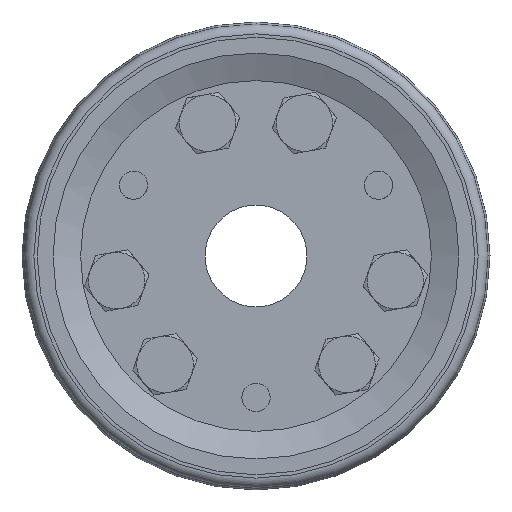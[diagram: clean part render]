
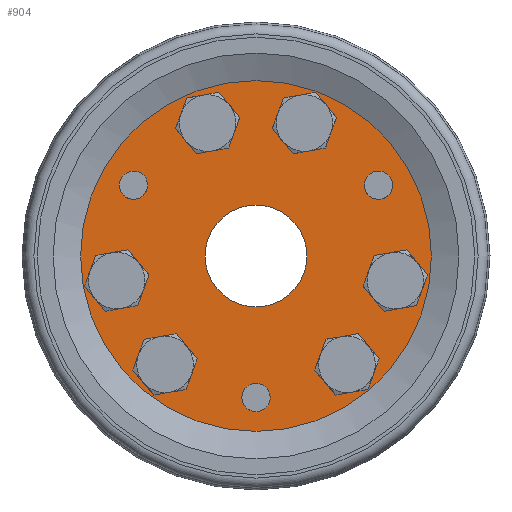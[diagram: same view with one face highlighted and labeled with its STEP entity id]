
A CAD part, left-side view. The second image highlights one B-rep face of the part: STEP entity #904.
In plain terms, the highlighted planar face has unit normal (-1, 0, 0).
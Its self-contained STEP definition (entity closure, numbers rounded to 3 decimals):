
#904 = ADVANCED_FACE( '', ( #1976, #1977, #1978, #1979, #1980, #1981, #1982, #1983, #1984, #1985, #1986 ), #1987, .T. );
#1976 = FACE_BOUND( '', #3129, .T. );
#1977 = FACE_BOUND( '', #3130, .T. );
#1978 = FACE_BOUND( '', #3131, .T. );
#1979 = FACE_OUTER_BOUND( '', #3132, .T. );
#1980 = FACE_BOUND( '', #3133, .T. );
#1981 = FACE_BOUND( '', #3134, .T. );
#1982 = FACE_BOUND( '', #3135, .T. );
#1983 = FACE_BOUND( '', #3136, .T. );
#1984 = FACE_BOUND( '', #3137, .T. );
#1985 = FACE_BOUND( '', #3138, .T. );
#1986 = FACE_BOUND( '', #3139, .T. );
#1987 = PLANE( '', #3140 );
#3129 = EDGE_LOOP( '', ( #5497 ) );
#3130 = EDGE_LOOP( '', ( #5498 ) );
#3131 = EDGE_LOOP( '', ( #5499 ) );
#3132 = EDGE_LOOP( '', ( #5500 ) );
#3133 = EDGE_LOOP( '', ( #5501 ) );
#3134 = EDGE_LOOP( '', ( #5502 ) );
#3135 = EDGE_LOOP( '', ( #5503 ) );
#3136 = EDGE_LOOP( '', ( #5504 ) );
#3137 = EDGE_LOOP( '', ( #5505 ) );
#3138 = EDGE_LOOP( '', ( #5506 ) );
#3139 = EDGE_LOOP( '', ( #5507 ) );
#3140 = AXIS2_PLACEMENT_3D( '', #5508, #5509, #5510 );
#5497 = ORIENTED_EDGE( '', *, *, #6717, .T. );
#5498 = ORIENTED_EDGE( '', *, *, #6009, .T. );
#5499 = ORIENTED_EDGE( '', *, *, #6088, .T. );
#5500 = ORIENTED_EDGE( '', *, *, #6620, .T. );
#5501 = ORIENTED_EDGE( '', *, *, #6011, .T. );
#5502 = ORIENTED_EDGE( '', *, *, #6013, .T. );
#5503 = ORIENTED_EDGE( '', *, *, #6601, .T. );
#5504 = ORIENTED_EDGE( '', *, *, #6301, .T. );
#5505 = ORIENTED_EDGE( '', *, *, #6711, .T. );
#5506 = ORIENTED_EDGE( '', *, *, #6622, .T. );
#5507 = ORIENTED_EDGE( '', *, *, #6718, .T. );
#5508 = CARTESIAN_POINT( '', ( -38., -2.907, 7.987 ) );
#5509 = DIRECTION( '', ( -1., 0., 0. ) );
#5510 = DIRECTION( '', ( 0., -0.342, 0.94 ) );
#6009 = EDGE_CURVE( '', #7068, #7068, #7069, .T. );
#6011 = EDGE_CURVE( '', #7071, #7071, #7072, .F. );
#6013 = EDGE_CURVE( '', #7074, #7074, #7075, .F. );
#6088 = EDGE_CURVE( '', #7194, #7194, #7195, .T. );
#6301 = EDGE_CURVE( '', #7516, #7516, #7517, .F. );
#6601 = EDGE_CURVE( '', #7931, #7931, #7932, .F. );
#6620 = EDGE_CURVE( '', #7955, #7955, #7956, .T. );
#6622 = EDGE_CURVE( '', #7958, #7958, #7959, .F. );
#6711 = EDGE_CURVE( '', #8067, #8067, #8068, .F. );
#6717 = EDGE_CURVE( '', #8075, #8075, #8076, .T. );
#6718 = EDGE_CURVE( '', #8077, #8077, #8078, .F. );
#7068 = VERTEX_POINT( '', #8605 );
#7069 = CIRCLE( '', #8606, 2.5 );
#7071 = VERTEX_POINT( '', #8608 );
#7072 = CIRCLE( '', #8609, 4.35 );
#7074 = VERTEX_POINT( '', #8611 );
#7075 = CIRCLE( '', #8612, 4.35 );
#7194 = VERTEX_POINT( '', #8825 );
#7195 = CIRCLE( '', #8826, 2.5 );
#7516 = VERTEX_POINT( '', #9349 );
#7517 = CIRCLE( '', #9350, 4.35 );
#7931 = VERTEX_POINT( '', #10123 );
#7932 = CIRCLE( '', #10124, 4.35 );
#7955 = VERTEX_POINT( '', #10162 );
#7956 = CIRCLE( '', #10163, 31. );
#7958 = VERTEX_POINT( '', #10165 );
#7959 = CIRCLE( '', #10166, 4.35 );
#8067 = VERTEX_POINT( '', #10392 );
#8068 = CIRCLE( '', #10393, 4.35 );
#8075 = VERTEX_POINT( '', #10400 );
#8076 = CIRCLE( '', #10401, 2.5 );
#8077 = VERTEX_POINT( '', #10402 );
#8078 = CIRCLE( '', #10403, 9. );
#8605 = CARTESIAN_POINT( '', ( -38., 2.349, -24.145 ) );
#8606 = AXIS2_PLACEMENT_3D( '', #10679, #10680, #10681 );
#8608 = CARTESIAN_POINT( '', ( -38., 8.551, 27.842 ) );
#8609 = AXIS2_PLACEMENT_3D( '', #10682, #10683, #10684 );
#8611 = CARTESIAN_POINT( '', ( -38., -8.551, 27.842 ) );
#8612 = AXIS2_PLACEMENT_3D( '', #10685, #10686, #10687 );
#8825 = CARTESIAN_POINT( '', ( -38., 24., 13.355 ) );
#8826 = AXIS2_PLACEMENT_3D( '', #10775, #10776, #10777 );
#9349 = CARTESIAN_POINT( '', ( -38., -16.07, -14.801 ) );
#9350 = AXIS2_PLACEMENT_3D( '', #11033, #11034, #11035 );
#10123 = CARTESIAN_POINT( '', ( -38., -24.62, 0.009 ) );
#10124 = AXIS2_PLACEMENT_3D( '', #11374, #11375, #11376 );
#10162 = CARTESIAN_POINT( '', ( -38., -10.603, 29.13 ) );
#10163 = AXIS2_PLACEMENT_3D( '', #11397, #11398, #11399 );
#10165 = CARTESIAN_POINT( '', ( -38., 24.62, 0.009 ) );
#10166 = AXIS2_PLACEMENT_3D( '', #11400, #11401, #11402 );
#10392 = CARTESIAN_POINT( '', ( -38., 16.07, -14.801 ) );
#10393 = AXIS2_PLACEMENT_3D( '', #11470, #11471, #11472 );
#10400 = CARTESIAN_POINT( '', ( -38., -19.301, 13.355 ) );
#10401 = AXIS2_PLACEMENT_3D( '', #11476, #11477, #11478 );
#10402 = CARTESIAN_POINT( '', ( -38., 0., 9. ) );
#10403 = AXIS2_PLACEMENT_3D( '', #11479, #11480, #11481 );
#10679 = CARTESIAN_POINT( '', ( -38., 0., -25. ) );
#10680 = DIRECTION( '', ( 1., 0., 0. ) );
#10681 = DIRECTION( '', ( 0., 0.94, 0.342 ) );
#10682 = CARTESIAN_POINT( '', ( -38., 8.551, 23.492 ) );
#10683 = DIRECTION( '', ( -1., 0., 0. ) );
#10684 = DIRECTION( '', ( 0., 0., 1. ) );
#10685 = CARTESIAN_POINT( '', ( -38., -8.551, 23.492 ) );
#10686 = DIRECTION( '', ( -1., 0., 0. ) );
#10687 = DIRECTION( '', ( 0., 0., 1. ) );
#10775 = CARTESIAN_POINT( '', ( -38., 21.651, 12.5 ) );
#10776 = DIRECTION( '', ( 1., 0., 0. ) );
#10777 = DIRECTION( '', ( 0., 0.94, 0.342 ) );
#11033 = CARTESIAN_POINT( '', ( -38., -16.07, -19.151 ) );
#11034 = DIRECTION( '', ( -1., 0., 0. ) );
#11035 = DIRECTION( '', ( 0., 0., 1. ) );
#11374 = CARTESIAN_POINT( '', ( -38., -24.62, -4.341 ) );
#11375 = DIRECTION( '', ( -1., 0., 0. ) );
#11376 = DIRECTION( '', ( 0., 0., 1. ) );
#11397 = CARTESIAN_POINT( '', ( -38., 0., 0. ) );
#11398 = DIRECTION( '', ( -1., 0., 0. ) );
#11399 = DIRECTION( '', ( 0., -0.342, 0.94 ) );
#11400 = CARTESIAN_POINT( '', ( -38., 24.62, -4.341 ) );
#11401 = DIRECTION( '', ( -1., 0., 0. ) );
#11402 = DIRECTION( '', ( 0., 0., 1. ) );
#11470 = CARTESIAN_POINT( '', ( -38., 16.07, -19.151 ) );
#11471 = DIRECTION( '', ( -1., 0., 0. ) );
#11472 = DIRECTION( '', ( 0., 0., 1. ) );
#11476 = CARTESIAN_POINT( '', ( -38., -21.651, 12.5 ) );
#11477 = DIRECTION( '', ( 1., 0., 0. ) );
#11478 = DIRECTION( '', ( 0., 0.94, 0.342 ) );
#11479 = CARTESIAN_POINT( '', ( -38., 0., 0. ) );
#11480 = DIRECTION( '', ( -1., 0., 0. ) );
#11481 = DIRECTION( '', ( 0., 0., 1. ) );
